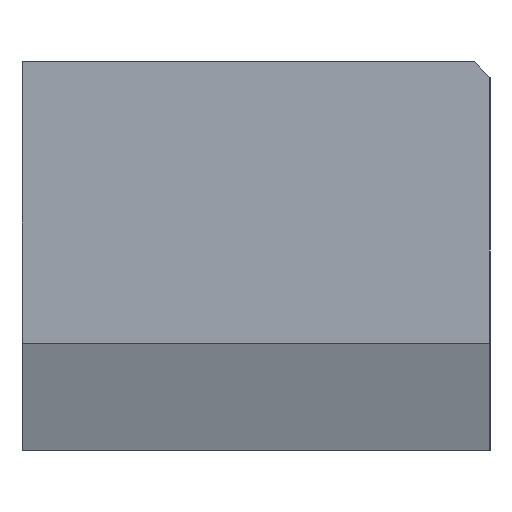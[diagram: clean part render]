
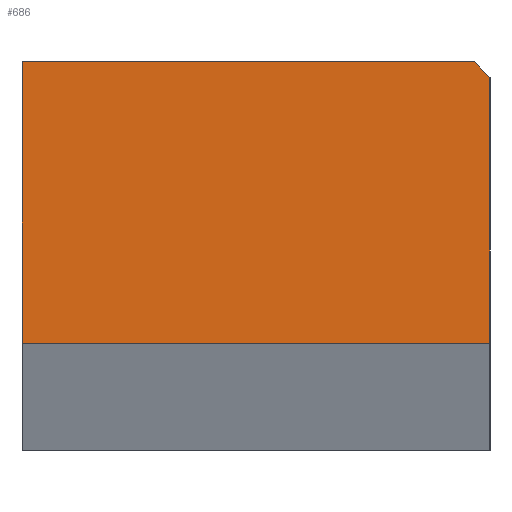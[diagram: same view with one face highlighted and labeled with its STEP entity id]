
A CAD part, left-side view. The second image highlights one B-rep face of the part: STEP entity #686.
In plain terms, the highlighted planar face has unit normal (-1, 0, 0).
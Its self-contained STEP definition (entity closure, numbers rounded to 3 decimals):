
#686=ADVANCED_FACE('NONE',(#1693),#1694,.F.);
#1693=FACE_OUTER_BOUND('',#3018,.T.);
#1694=PLANE('',#3019);
#3018=EDGE_LOOP('',(#5757,#5758,#5759,#5760,#5761));
#3019=AXIS2_PLACEMENT_3D('',#5762,#5763,#5764);
#5757=ORIENTED_EDGE('',*,*,#8385,.F.);
#5758=ORIENTED_EDGE('',*,*,#9585,.T.);
#5759=ORIENTED_EDGE('',*,*,#9586,.F.);
#5760=ORIENTED_EDGE('',*,*,#9252,.T.);
#5761=ORIENTED_EDGE('',*,*,#9587,.F.);
#5762=CARTESIAN_POINT('',(0.0,0.0,49.0));
#5763=DIRECTION('',(1.0,0.0,0.0));
#5764=DIRECTION('',(0.0,1.0,-0.0));
#8385=EDGE_CURVE('NONE',#10137,#10139,#10140,.T.);
#9252=EDGE_CURVE('NONE',#11872,#11870,#11873,.T.);
#9585=EDGE_CURVE('NONE',#10137,#12209,#12210,.T.);
#9586=EDGE_CURVE('NONE',#11872,#12209,#12211,.T.);
#9587=EDGE_CURVE('NONE',#10139,#11870,#12212,.T.);
#10137=VERTEX_POINT('NONE',#12763);
#10139=VERTEX_POINT('NONE',#12766);
#10140=LINE('',#12767,#12768);
#11870=VERTEX_POINT('NONE',#15362);
#11872=VERTEX_POINT('NONE',#15365);
#11873=LINE('',#15366,#15367);
#12209=VERTEX_POINT('NONE',#15925);
#12210=LINE('',#15926,#15927);
#12211=LINE('',#15928,#15929);
#12212=LINE('',#15930,#15931);
#12763=CARTESIAN_POINT('',(0.0,0.0,47.));
#12766=CARTESIAN_POINT('',(0.0,0.0,13.5));
#12767=CARTESIAN_POINT('',(0.0,0.0,49.0));
#12768=VECTOR('',#16696,1000.0);
#15362=CARTESIAN_POINT('',(0.0,59.0,13.5));
#15365=CARTESIAN_POINT('',(0.0,59.0,49.0));
#15366=CARTESIAN_POINT('',(0.0,59.0,49.0));
#15367=VECTOR('',#17562,1000.0);
#15925=CARTESIAN_POINT('',(0.0,2.0,49.0));
#15926=CARTESIAN_POINT('',(0.0,2.0,49.0));
#15927=VECTOR('',#17785,1000.0);
#15928=CARTESIAN_POINT('',(0.0,0.0,49.0));
#15929=VECTOR('',#17786,1000.0);
#15930=CARTESIAN_POINT('',(0.0,0.0,13.5));
#15931=VECTOR('',#17787,1000.0);
#16696=DIRECTION('',(-0.0,-0.0,-1.0));
#17562=DIRECTION('',(-0.0,-0.0,-1.0));
#17785=DIRECTION('',(-0.0,0.707,0.707));
#17786=DIRECTION('',(-0.0,-1.0,-0.0));
#17787=DIRECTION('',(0.0,1.0,0.0));
